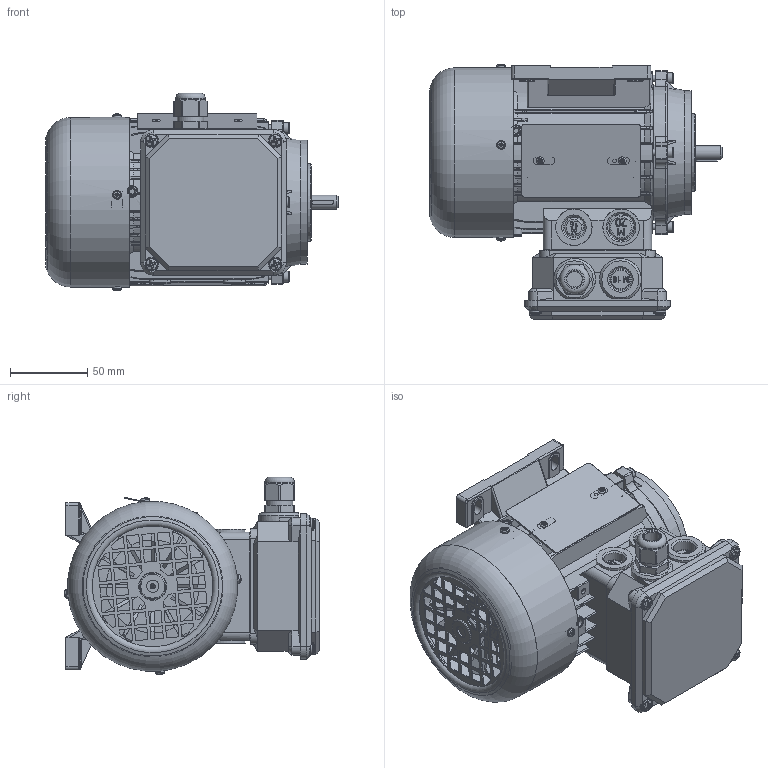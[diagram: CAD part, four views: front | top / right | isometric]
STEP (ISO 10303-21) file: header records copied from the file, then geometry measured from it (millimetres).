
FILE_DESCRIPTION((''),'2;1');
FILE_NAME('JS063-B34.stp','2014-07-30T13:27:23',('WRKS_ELPROM'),(''),'Autodesk Inventor 2011','Autodesk Inventor 2011','');
FILE_SCHEMA(('AUTOMOTIVE_DESIGN { 1 0 10303 214 1 1 1 1 }'));
Length unit declared in the file: millimetre
Products named in the file (25): JS063-B34; JS056-BASE_CASSA B3; Cassa M56-B3 Lavorata; Scudo Mec 56 lavorato; DIN EN ISO 4762 M4 x 16; PNA056XBC0000; Albero; Albero_1; 6201-2Z; Copriventola M56-4 fori; DIN 6885 A A 3 x 3 x 14; ISO 7045 Z M3 x 8 - 4.8 - Z; 1059380; VENTOLA_1059380; ANELLO_1059380; PNX0560712AP_1M16; GUARNIZIONE SUPERIORE IP65 56_71 NPF GUA00002; GUARNIZIONE INFERIORE IP44 56_71 NPF GUA00011; Coperchio Copr 56 71 All 2 Comp CEG; Copribasetta 2 Comp 56-71  M 16 All CEG; Pressacavo M16 x 1.5; VITE M4 x 12 TC CROCE UNI 7687-oa2; PNTARGAGEM; 1026030; Flangia M56-B14 lavorata
Assembly tree (39 placements, depth 5):
  JS063-B34
    JS056-BASE_CASSA B3
      Cassa M56-B3 Lavorata
      Scudo Mec 56 lavorato
      DIN EN ISO 4762 M4 x 16  x4
      PNA056XBC0000
        Albero
          Albero_1
      6201-2Z  x2
      Copriventola M56-4 fori
      DIN 6885 A A 3 x 3 x 14
      ISO 7045 Z M3 x 8 - 4.8 - Z  x4
      1059380
        VENTOLA_1059380
        ANELLO_1059380
      PNX0560712AP_1M16
        GUARNIZIONE SUPERIORE IP65 56_71 NPF GUA00002
        GUARNIZIONE INFERIORE IP44 56_71 NPF GUA00011
        Coperchio Copr 56 71 All 2 Comp CEG
        Copribasetta 2 Comp 56-71  M 16 All CEG
        Pressacavo M16 x 1.5
        VITE M4 x 12 TC CROCE UNI 7687-oa2  x4
      PNTARGAGEM
      1026030  x2
    Flangia M56-B14 lavorata
    DIN EN ISO 4762 M4 x 16  x4
Bounding box: 188.75 x 165.15 x 127.65 mm (x, y, z)
Volume: 368867.8 mm3; surface area: 349860.1 mm2
Topology: 34 solids, 38 shells, 3601 faces, 9457 edges, 5997 vertices
Faces by surface type: plane 1478, cylinder 822, torus 460, bspline 446, cone 350, sphere 45
Full cylindrical faces by diameter (mm): 1.5 x2, 1.6 x1, 2.5 x6, 2.729 x4, 3 x12, 3.2 x14, 3.242 x1, 3.3 x3, 3.4 x1, 3.8 x4, 4 x13, 4.1 x4, 4.134 x4, 4.5 x12, 5 x21, 7 x8, 7.5 x3, 8 x5, 8.6 x1, 9 x1, 10 x1, 11 x2, 11.5 x1, 11.6 x2, 11.95 x1, 11.99 x1, 12 x4, 13 x1, 13.2 x1, 13.8 x2
Entity records: 112658 total; most frequent: CARTESIAN_POINT 37298, ORIENTED_EDGE 15628, DIRECTION 13810, EDGE_CURVE 7814, VERTEX_POINT 5173, AXIS2_PLACEMENT_3D 5160, EDGE_LOOP 3703, VECTOR 3490
